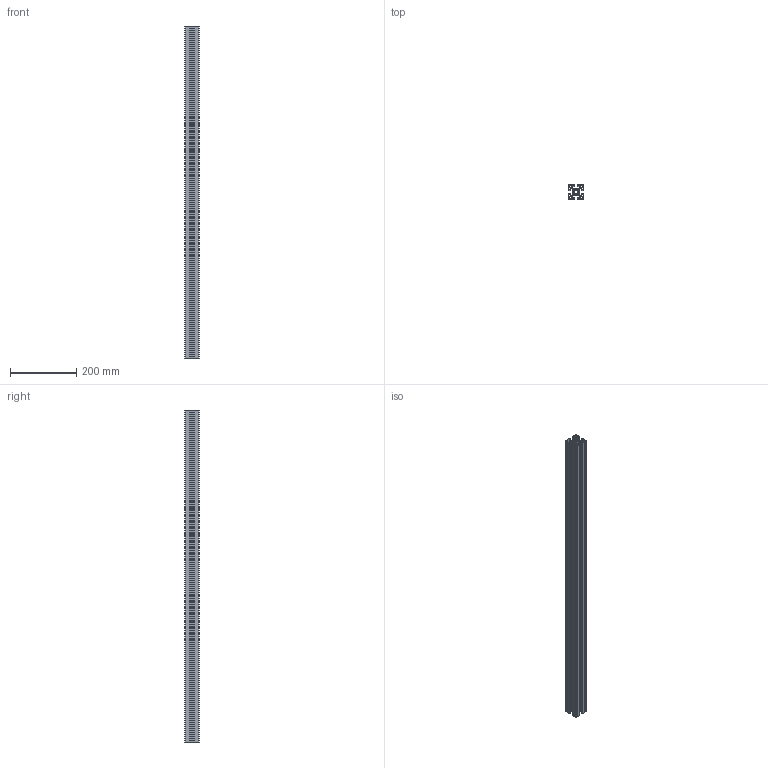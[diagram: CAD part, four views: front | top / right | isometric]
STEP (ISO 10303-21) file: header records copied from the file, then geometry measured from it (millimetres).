
FILE_DESCRIPTION (( 'STEP AP214' ), '1' );
FILE_NAME ('555X Êîíñòðóêöèîííûé ïðîôèëü 45õ45.STEP', '2019-11-07T14:28:26', ( 'Windows User' ), ( '' ), 'SwSTEP 2.0', 'SolidWorks 2019', '' );
FILE_SCHEMA (( 'AUTOMOTIVE_DESIGN' ));
Length unit declared in the file: millimetre
Products named in the file (1): 555X Êîíñòðóêöèîííûé ïðîôèëü 45õ45
Bounding box: 45 x 45 x 1000 mm (x, y, z)
Volume: 600211.5 mm3; surface area: 653454.7 mm2
Topology: 1 solids, 1 shells, 350 faces, 1044 edges, 696 vertices
Faces by surface type: plane 194, cylinder 156
Entity records: 11874 total; most frequent: CARTESIAN_POINT 2091, ORIENTED_EDGE 2088, DIRECTION 2058, EDGE_CURVE 1044, VECTOR 732, LINE 732, VERTEX_POINT 696, AXIS2_PLACEMENT_3D 663
